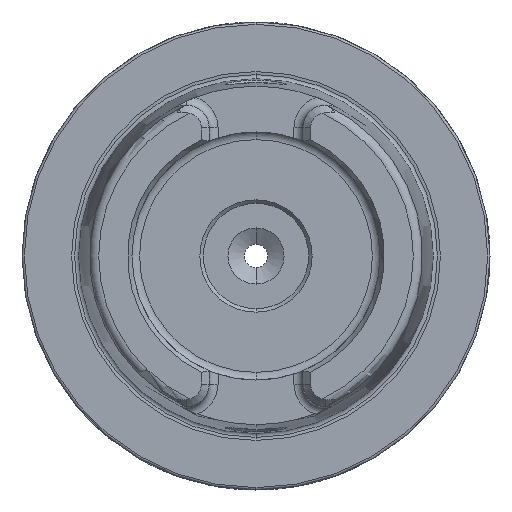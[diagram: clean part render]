
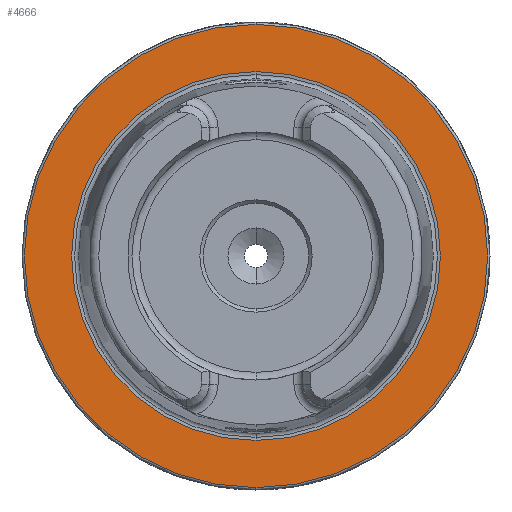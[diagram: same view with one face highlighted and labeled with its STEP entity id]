
A CAD part, left-side view. The second image highlights one B-rep face of the part: STEP entity #4666.
In plain terms, the highlighted planar face has unit normal (-1, 0, 0).
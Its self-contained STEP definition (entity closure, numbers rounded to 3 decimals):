
#638 = CARTESIAN_POINT ( 'NONE',  ( 0., 0., 39.405 ) ) ;
#643 = CARTESIAN_POINT ( 'NONE',  ( 0., 0., -39.405 ) ) ;
#661 = CARTESIAN_POINT ( 'NONE',  ( 0., 0., 49.5 ) ) ;
#672 = CARTESIAN_POINT ( 'NONE',  ( 0., 0., -49.5 ) ) ;
#1443 = AXIS2_PLACEMENT_3D ( 'NONE', #7789, #7790, #7791 ) ;
#1444 = AXIS2_PLACEMENT_3D ( 'NONE', #7792, #7793, #7794 ) ;
#1918 = EDGE_CURVE ( 'NONE', #8669, #8680, #3274, .T. ) ;
#1922 = EDGE_CURVE ( 'NONE', #8651, #8646, #3280, .T. ) ;
#1973 = CIRCLE ( 'NONE', #1443, 39.405 ) ;
#1974 = CIRCLE ( 'NONE', #1444, 49.5 ) ;
#2931 = AXIS2_PLACEMENT_3D ( 'NONE', #5949, #5950, #5951 ) ;
#3274 = CIRCLE ( 'NONE', #7303, 49.5 ) ;
#3280 = CIRCLE ( 'NONE', #7311, 39.405 ) ;
#3578 = EDGE_CURVE ( 'NONE', #8646, #8651, #1973, .T. ) ;
#3579 = EDGE_CURVE ( 'NONE', #8680, #8669, #1974, .T. ) ;
#3853 = ORIENTED_EDGE ( 'NONE', *, *, #3578, .F. ) ;
#3854 = ORIENTED_EDGE ( 'NONE', *, *, #1922, .F. ) ;
#3855 = ORIENTED_EDGE ( 'NONE', *, *, #1918, .T. ) ;
#3856 = ORIENTED_EDGE ( 'NONE', *, *, #3579, .T. ) ;
#4181 = EDGE_LOOP ( 'NONE', ( #3853, #3854 ) ) ;
#4182 = EDGE_LOOP ( 'NONE', ( #3855, #3856 ) ) ;
#4666 = ADVANCED_FACE ( 'NONE', ( #5646, #5647 ), #5948, .F. ) ;
#5646 = FACE_BOUND ( 'NONE', #4181, .T. ) ;
#5647 = FACE_OUTER_BOUND ( 'NONE', #4182, .T. ) ;
#5948 = PLANE ( 'NONE',  #2931 ) ;
#5949 = CARTESIAN_POINT ( 'NONE',  ( 0., 49.5, 0. ) ) ;
#5950 = DIRECTION ( 'NONE',  ( 1., 0., 0. ) ) ;
#5951 = DIRECTION ( 'NONE',  ( 0., 0., -1. ) ) ;
#7303 = AXIS2_PLACEMENT_3D ( 'NONE', #9749, #9750, #9751 ) ;
#7311 = AXIS2_PLACEMENT_3D ( 'NONE', #9760, #9761, #9762 ) ;
#7789 = CARTESIAN_POINT ( 'NONE',  ( 0., 0., 0. ) ) ;
#7790 = DIRECTION ( 'NONE',  ( -1., 0., 0. ) ) ;
#7791 = DIRECTION ( 'NONE',  ( 0., 0., 1. ) ) ;
#7792 = CARTESIAN_POINT ( 'NONE',  ( 0., 0., 0. ) ) ;
#7793 = DIRECTION ( 'NONE',  ( -1., 0., 0. ) ) ;
#7794 = DIRECTION ( 'NONE',  ( 0., 0., 1. ) ) ;
#8646 = VERTEX_POINT ( 'NONE', #638 ) ;
#8651 = VERTEX_POINT ( 'NONE', #643 ) ;
#8669 = VERTEX_POINT ( 'NONE', #661 ) ;
#8680 = VERTEX_POINT ( 'NONE', #672 ) ;
#9749 = CARTESIAN_POINT ( 'NONE',  ( 0., 0., 0. ) ) ;
#9750 = DIRECTION ( 'NONE',  ( -1., 0., 0. ) ) ;
#9751 = DIRECTION ( 'NONE',  ( 0., 0., 1. ) ) ;
#9760 = CARTESIAN_POINT ( 'NONE',  ( 0., 0., 0. ) ) ;
#9761 = DIRECTION ( 'NONE',  ( -1., 0., 0. ) ) ;
#9762 = DIRECTION ( 'NONE',  ( 0., 0., 1. ) ) ;
